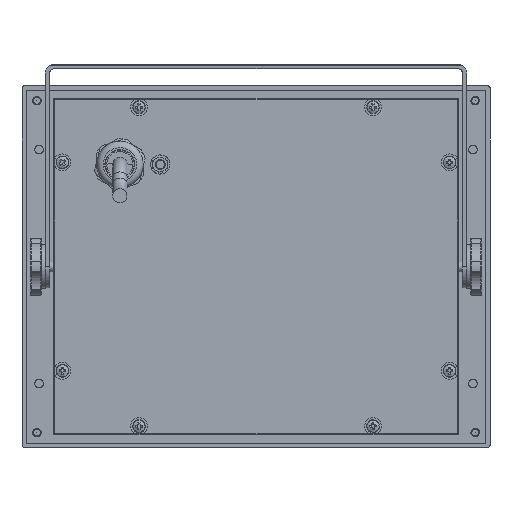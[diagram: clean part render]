
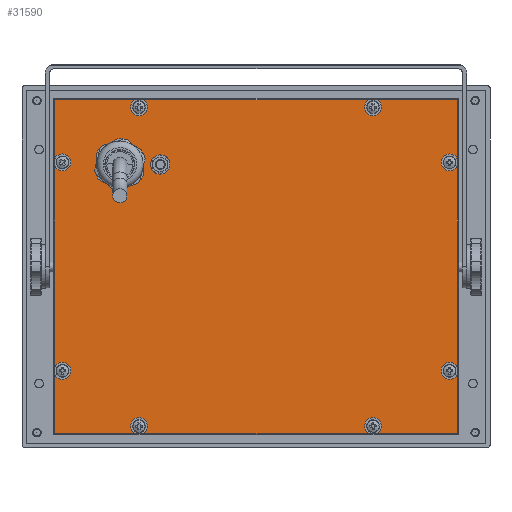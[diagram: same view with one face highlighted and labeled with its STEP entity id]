
A CAD part, front view. The second image highlights one B-rep face of the part: STEP entity #31590.
In plain terms, the highlighted planar face has unit normal (0, -1, 0).
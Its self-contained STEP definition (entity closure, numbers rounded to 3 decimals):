
#37 = DIRECTION ( 'NONE',  ( 0., 0., 1. ) ) ;
#136 = EDGE_LOOP ( 'NONE', ( #35756 ) ) ;
#491 = EDGE_LOOP ( 'NONE', ( #22461 ) ) ;
#543 = CARTESIAN_POINT ( 'NONE',  ( -88.777, 0., -65.939 ) ) ;
#805 = CIRCLE ( 'NONE', #44794, 1.6 ) ;
#1459 = ORIENTED_EDGE ( 'NONE', *, *, #46941, .T. ) ;
#1531 = EDGE_CURVE ( 'NONE', #54481, #54481, #10790, .T. ) ;
#1694 = CARTESIAN_POINT ( 'NONE',  ( -124.777, 0., -39.939 ) ) ;
#1744 = FACE_BOUND ( 'NONE', #39426, .T. ) ;
#2426 = CARTESIAN_POINT ( 'NONE',  ( -128.777, 0., -71.039 ) ) ;
#2954 = DIRECTION ( 'NONE',  ( 0., 1., 0. ) ) ;
#3852 = AXIS2_PLACEMENT_3D ( 'NONE', #42724, #38742, #47583 ) ;
#3931 = DIRECTION ( 'NONE',  ( 0., 0., 1. ) ) ;
#4205 = CARTESIAN_POINT ( 'NONE',  ( -78.777, 0., 57.711 ) ) ;
#5136 = CARTESIAN_POINT ( 'NONE',  ( -88.777, 0., -67.539 ) ) ;
#5201 = EDGE_LOOP ( 'NONE', ( #50737 ) ) ;
#5429 = CARTESIAN_POINT ( 'NONE',  ( -128.777, 0., 85.961 ) ) ;
#6251 = CARTESIAN_POINT ( 'NONE',  ( -97.777, 0., 55.461 ) ) ;
#6339 = DIRECTION ( 'NONE',  ( -1., 0., 0. ) ) ;
#6372 = VERTEX_POINT ( 'NONE', #59374 ) ;
#6931 = CARTESIAN_POINT ( 'NONE',  ( 57.223, 0., 58.061 ) ) ;
#7144 = CARTESIAN_POINT ( 'NONE',  ( 21.223, 0., -65.939 ) ) ;
#7539 = ORIENTED_EDGE ( 'NONE', *, *, #16636, .T. ) ;
#8248 = DIRECTION ( 'NONE',  ( 0., 0., 1. ) ) ;
#8529 = CARTESIAN_POINT ( 'NONE',  ( -88.777, 0., 82.461 ) ) ;
#9224 = AXIS2_PLACEMENT_3D ( 'NONE', #8529, #27154, #3931 ) ;
#9410 = VERTEX_POINT ( 'NONE', #4205 ) ;
#9784 = VERTEX_POINT ( 'NONE', #28408 ) ;
#10438 = LINE ( 'NONE', #2426, #49731 ) ;
#10558 = DIRECTION ( 'NONE',  ( 0., 1., 0. ) ) ;
#10592 = VECTOR ( 'NONE', #6339, 1000. ) ;
#10675 = FACE_BOUND ( 'NONE', #27407, .T. ) ;
#10790 = CIRCLE ( 'NONE', #42945, 1.6 ) ;
#10932 = VERTEX_POINT ( 'NONE', #6931 ) ;
#10974 = PLANE ( 'NONE',  #3852 ) ;
#11409 = EDGE_CURVE ( 'NONE', #25146, #6372, #51840, .T. ) ;
#12598 = VECTOR ( 'NONE', #46407, 1000. ) ;
#12966 = DIRECTION ( 'NONE',  ( 0., 1., 0. ) ) ;
#13899 = EDGE_LOOP ( 'NONE', ( #1459 ) ) ;
#14112 = CIRCLE ( 'NONE', #35533, 1.6 ) ;
#14218 = EDGE_LOOP ( 'NONE', ( #14952 ) ) ;
#14393 = VERTEX_POINT ( 'NONE', #543 ) ;
#14952 = ORIENTED_EDGE ( 'NONE', *, *, #34748, .T. ) ;
#15314 = CARTESIAN_POINT ( 'NONE',  ( 57.223, 0., -41.539 ) ) ;
#15574 = DIRECTION ( 'NONE',  ( 0., 1., 0. ) ) ;
#16636 = EDGE_CURVE ( 'NONE', #14393, #14393, #20549, .T. ) ;
#19417 = AXIS2_PLACEMENT_3D ( 'NONE', #6251, #10558, #52054 ) ;
#19939 = AXIS2_PLACEMENT_3D ( 'NONE', #42063, #60401, #55514 ) ;
#20002 = EDGE_CURVE ( 'NONE', #9784, #9784, #35935, .T. ) ;
#20453 = FACE_BOUND ( 'NONE', #136, .T. ) ;
#20549 = CIRCLE ( 'NONE', #32262, 1.6 ) ;
#20984 = VERTEX_POINT ( 'NONE', #1694 ) ;
#21639 = DIRECTION ( 'NONE',  ( 0., 0., 1. ) ) ;
#22267 = VERTEX_POINT ( 'NONE', #40882 ) ;
#22461 = ORIENTED_EDGE ( 'NONE', *, *, #1531, .T. ) ;
#22494 = EDGE_CURVE ( 'NONE', #43352, #43352, #45321, .T. ) ;
#23337 = CIRCLE ( 'NONE', #19417, 9.6 ) ;
#23718 = ORIENTED_EDGE ( 'NONE', *, *, #32234, .T. ) ;
#23799 = CARTESIAN_POINT ( 'NONE',  ( -128.277, 0., 86.461 ) ) ;
#23879 = EDGE_LOOP ( 'NONE', ( #29397 ) ) ;
#24099 = FACE_BOUND ( 'NONE', #5201, .T. ) ;
#24559 = CIRCLE ( 'NONE', #58700, 1.6 ) ;
#25146 = VERTEX_POINT ( 'NONE', #41170 ) ;
#25200 = AXIS2_PLACEMENT_3D ( 'NONE', #55077, #31879, #37 ) ;
#26867 = EDGE_LOOP ( 'NONE', ( #55157 ) ) ;
#27154 = DIRECTION ( 'NONE',  ( 0., 1., 0. ) ) ;
#27263 = DIRECTION ( 'NONE',  ( 0., 0., 1. ) ) ;
#27407 = EDGE_LOOP ( 'NONE', ( #54189 ) ) ;
#28408 = CARTESIAN_POINT ( 'NONE',  ( 21.223, 0., 84.061 ) ) ;
#28903 = EDGE_CURVE ( 'NONE', #57412, #57412, #23337, .T. ) ;
#29016 = DIRECTION ( 'NONE',  ( 0., 0., 1. ) ) ;
#29363 = DIRECTION ( 'NONE',  ( 1., 0., 0. ) ) ;
#29397 = ORIENTED_EDGE ( 'NONE', *, *, #28903, .T. ) ;
#29885 = FACE_BOUND ( 'NONE', #13899, .T. ) ;
#31196 = ORIENTED_EDGE ( 'NONE', *, *, #11409, .T. ) ;
#31590 = ADVANCED_FACE ( 'NONE', ( #43039, #33575, #1744, #33880, #29885, #10675, #20453, #52159, #34473, #38123, #24099 ), #10974, .F. ) ;
#31879 = DIRECTION ( 'NONE',  ( 0., 1., 0. ) ) ;
#32029 = CARTESIAN_POINT ( 'NONE',  ( 57.223, 0., 56.461 ) ) ;
#32084 = LINE ( 'NONE', #23799, #12598 ) ;
#32234 = EDGE_CURVE ( 'NONE', #6372, #57249, #32084, .T. ) ;
#32262 = AXIS2_PLACEMENT_3D ( 'NONE', #5136, #15574, #33569 ) ;
#32338 = DIRECTION ( 'NONE',  ( 0., 1., 0. ) ) ;
#33569 = DIRECTION ( 'NONE',  ( 0., 0., 1. ) ) ;
#33575 = FACE_BOUND ( 'NONE', #50337, .T. ) ;
#33880 = FACE_BOUND ( 'NONE', #491, .T. ) ;
#34473 = FACE_BOUND ( 'NONE', #14218, .T. ) ;
#34748 = EDGE_CURVE ( 'NONE', #22267, #22267, #51595, .T. ) ;
#34808 = CARTESIAN_POINT ( 'NONE',  ( -97.777, 0., 65.061 ) ) ;
#35232 = LINE ( 'NONE', #59029, #44496 ) ;
#35533 = AXIS2_PLACEMENT_3D ( 'NONE', #15314, #56506, #29016 ) ;
#35756 = ORIENTED_EDGE ( 'NONE', *, *, #20002, .T. ) ;
#35841 = EDGE_CURVE ( 'NONE', #57249, #36854, #10438, .T. ) ;
#35935 = CIRCLE ( 'NONE', #25200, 1.6 ) ;
#36854 = VERTEX_POINT ( 'NONE', #56856 ) ;
#36890 = VERTEX_POINT ( 'NONE', #37192 ) ;
#37192 = CARTESIAN_POINT ( 'NONE',  ( 57.223, 0., -39.939 ) ) ;
#37352 = ORIENTED_EDGE ( 'NONE', *, *, #54564, .T. ) ;
#38123 = FACE_BOUND ( 'NONE', #23879, .T. ) ;
#38742 = DIRECTION ( 'NONE',  ( 0., 1., 0. ) ) ;
#39426 = EDGE_LOOP ( 'NONE', ( #7539 ) ) ;
#39818 = EDGE_CURVE ( 'NONE', #36854, #25146, #35232, .T. ) ;
#40462 = ORIENTED_EDGE ( 'NONE', *, *, #35841, .T. ) ;
#40882 = CARTESIAN_POINT ( 'NONE',  ( -124.777, 0., 58.061 ) ) ;
#41170 = CARTESIAN_POINT ( 'NONE',  ( 60.723, 0., 85.961 ) ) ;
#41856 = AXIS2_PLACEMENT_3D ( 'NONE', #54300, #2954, #21639 ) ;
#42063 = CARTESIAN_POINT ( 'NONE',  ( -78.777, 0., 55.461 ) ) ;
#42724 = CARTESIAN_POINT ( 'NONE',  ( -128.777, 0., 86.461 ) ) ;
#42945 = AXIS2_PLACEMENT_3D ( 'NONE', #54777, #12966, #27263 ) ;
#43039 = FACE_OUTER_BOUND ( 'NONE', #43970, .T. ) ;
#43352 = VERTEX_POINT ( 'NONE', #48209 ) ;
#43970 = EDGE_LOOP ( 'NONE', ( #31196, #23718, #40462, #46654 ) ) ;
#44496 = VECTOR ( 'NONE', #46698, 1000. ) ;
#44794 = AXIS2_PLACEMENT_3D ( 'NONE', #32029, #32338, #45764 ) ;
#45321 = CIRCLE ( 'NONE', #9224, 1.6 ) ;
#45764 = DIRECTION ( 'NONE',  ( 0., 0., 1. ) ) ;
#46244 = CIRCLE ( 'NONE', #19939, 2.25 ) ;
#46407 = DIRECTION ( 'NONE',  ( 0., 0., -1. ) ) ;
#46654 = ORIENTED_EDGE ( 'NONE', *, *, #39818, .T. ) ;
#46698 = DIRECTION ( 'NONE',  ( 0., 0., 1. ) ) ;
#46941 = EDGE_CURVE ( 'NONE', #36890, #36890, #14112, .T. ) ;
#47066 = EDGE_CURVE ( 'NONE', #9410, #9410, #46244, .T. ) ;
#47583 = DIRECTION ( 'NONE',  ( 0., 0., 1. ) ) ;
#48209 = CARTESIAN_POINT ( 'NONE',  ( -88.777, 0., 84.061 ) ) ;
#49731 = VECTOR ( 'NONE', #29363, 1000. ) ;
#50337 = EDGE_LOOP ( 'NONE', ( #37352 ) ) ;
#50737 = ORIENTED_EDGE ( 'NONE', *, *, #47066, .T. ) ;
#50938 = CARTESIAN_POINT ( 'NONE',  ( -128.277, 0., -71.039 ) ) ;
#51463 = EDGE_CURVE ( 'NONE', #10932, #10932, #805, .T. ) ;
#51595 = CIRCLE ( 'NONE', #41856, 1.6 ) ;
#51840 = LINE ( 'NONE', #5429, #10592 ) ;
#52054 = DIRECTION ( 'NONE',  ( 0., 0., 1. ) ) ;
#52159 = FACE_BOUND ( 'NONE', #26867, .T. ) ;
#54189 = ORIENTED_EDGE ( 'NONE', *, *, #51463, .T. ) ;
#54300 = CARTESIAN_POINT ( 'NONE',  ( -124.777, 0., 56.461 ) ) ;
#54481 = VERTEX_POINT ( 'NONE', #7144 ) ;
#54564 = EDGE_CURVE ( 'NONE', #20984, #20984, #24559, .T. ) ;
#54777 = CARTESIAN_POINT ( 'NONE',  ( 21.223, 0., -67.539 ) ) ;
#55077 = CARTESIAN_POINT ( 'NONE',  ( 21.223, 0., 82.461 ) ) ;
#55157 = ORIENTED_EDGE ( 'NONE', *, *, #22494, .T. ) ;
#55284 = DIRECTION ( 'NONE',  ( 0., 1., 0. ) ) ;
#55514 = DIRECTION ( 'NONE',  ( 0., 0., 1. ) ) ;
#55877 = CARTESIAN_POINT ( 'NONE',  ( -124.777, 0., -41.539 ) ) ;
#56506 = DIRECTION ( 'NONE',  ( 0., 1., 0. ) ) ;
#56856 = CARTESIAN_POINT ( 'NONE',  ( 60.723, 0., -71.039 ) ) ;
#57249 = VERTEX_POINT ( 'NONE', #50938 ) ;
#57412 = VERTEX_POINT ( 'NONE', #34808 ) ;
#58700 = AXIS2_PLACEMENT_3D ( 'NONE', #55877, #55284, #8248 ) ;
#59029 = CARTESIAN_POINT ( 'NONE',  ( 60.723, 0., 86.461 ) ) ;
#59374 = CARTESIAN_POINT ( 'NONE',  ( -128.277, 0., 85.961 ) ) ;
#60401 = DIRECTION ( 'NONE',  ( 0., 1., 0. ) ) ;
